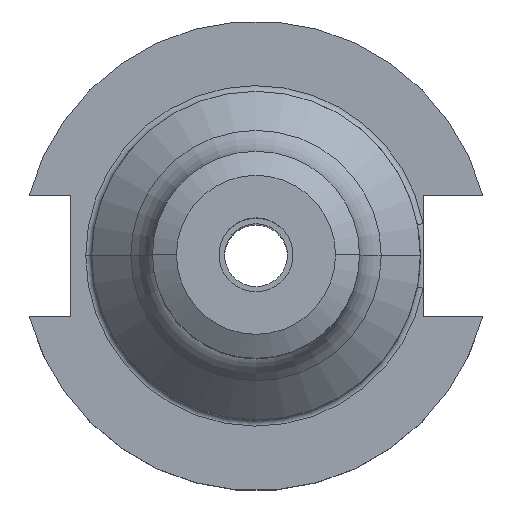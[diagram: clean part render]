
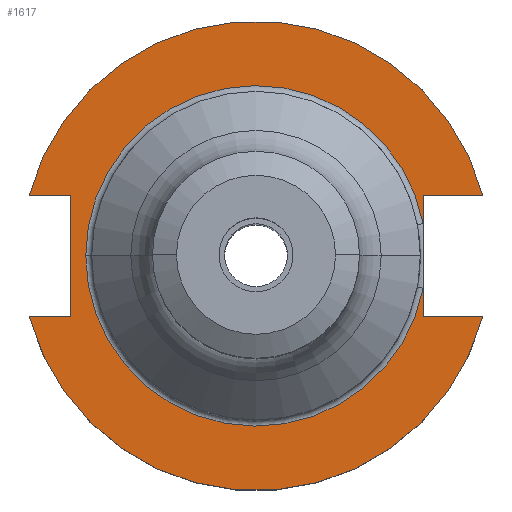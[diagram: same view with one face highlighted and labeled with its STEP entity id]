
A CAD part, top view. The second image highlights one B-rep face of the part: STEP entity #1617.
In plain terms, the highlighted planar face has unit normal (0, 0, 1).
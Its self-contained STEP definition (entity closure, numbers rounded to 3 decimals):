
#63 = CIRCLE ( 'NONE', #749, 23.025 ) ;
#85 = EDGE_LOOP ( 'NONE', ( #1347, #1786, #344, #238, #1629, #1781, #568, #130, #1699, #1081, #295 ) ) ;
#91 = CIRCLE ( 'NONE', #146, 31.75 ) ;
#92 = DIRECTION ( 'NONE',  ( 1., 0., 0. ) ) ;
#124 = CARTESIAN_POINT ( 'NONE',  ( -25.091, 8.191, 19.05 ) ) ;
#130 = ORIENTED_EDGE ( 'NONE', *, *, #636, .T. ) ;
#146 = AXIS2_PLACEMENT_3D ( 'NONE', #1757, #944, #498 ) ;
#150 = DIRECTION ( 'NONE',  ( 0., 1., 0. ) ) ;
#151 = VECTOR ( 'NONE', #838, 1000. ) ;
#193 = CARTESIAN_POINT ( 'NONE',  ( -61.091, 8.191, 19.05 ) ) ;
#198 = DIRECTION ( 'NONE',  ( -1., 0., 0. ) ) ;
#238 = ORIENTED_EDGE ( 'NONE', *, *, #1230, .T. ) ;
#244 = AXIS2_PLACEMENT_3D ( 'NONE', #257, #896, #92 ) ;
#249 = CARTESIAN_POINT ( 'NONE',  ( 0., 22.225, 19.05 ) ) ;
#257 = CARTESIAN_POINT ( 'NONE',  ( 0., 0., 19.05 ) ) ;
#263 = CARTESIAN_POINT ( 'NONE',  ( 22.606, -4.373, 19.05 ) ) ;
#274 = EDGE_CURVE ( 'NONE', #1211, #1466, #2043, .T. ) ;
#275 = CARTESIAN_POINT ( 'NONE',  ( 30.675, 8.191, 19.05 ) ) ;
#286 = LINE ( 'NONE', #793, #1637 ) ;
#295 = ORIENTED_EDGE ( 'NONE', *, *, #676, .F. ) ;
#303 = DIRECTION ( 'NONE',  ( 0., -1., 0. ) ) ;
#344 = ORIENTED_EDGE ( 'NONE', *, *, #1893, .T. ) ;
#359 = CARTESIAN_POINT ( 'NONE',  ( 22.606, 8.191, 19.05 ) ) ;
#413 = CIRCLE ( 'NONE', #2041, 23.025 ) ;
#415 = CARTESIAN_POINT ( 'NONE',  ( -25.091, -8.191, 19.05 ) ) ;
#433 = LINE ( 'NONE', #645, #2081 ) ;
#451 = CARTESIAN_POINT ( 'NONE',  ( 30.675, -8.191, 19.05 ) ) ;
#459 = EDGE_CURVE ( 'NONE', #1244, #1858, #1895, .T. ) ;
#498 = DIRECTION ( 'NONE',  ( 1., 0., 0. ) ) ;
#550 = VERTEX_POINT ( 'NONE', #275 ) ;
#557 = EDGE_CURVE ( 'NONE', #1419, #1518, #413, .T. ) ;
#558 = CARTESIAN_POINT ( 'NONE',  ( -23.025, 0., 19.05 ) ) ;
#568 = ORIENTED_EDGE ( 'NONE', *, *, #274, .T. ) ;
#636 = EDGE_CURVE ( 'NONE', #1466, #1361, #1399, .T. ) ;
#645 = CARTESIAN_POINT ( 'NONE',  ( 22.606, 22.225, 19.05 ) ) ;
#676 = EDGE_CURVE ( 'NONE', #1927, #1858, #286, .T. ) ;
#698 = VERTEX_POINT ( 'NONE', #1589 ) ;
#746 = CARTESIAN_POINT ( 'NONE',  ( 0., 0., 19.05 ) ) ;
#749 = AXIS2_PLACEMENT_3D ( 'NONE', #972, #831, #198 ) ;
#793 = CARTESIAN_POINT ( 'NONE',  ( 0., -8.191, 19.05 ) ) ;
#815 = CARTESIAN_POINT ( 'NONE',  ( -30.675, -8.191, 19.05 ) ) ;
#818 = LINE ( 'NONE', #2022, #939 ) ;
#831 = DIRECTION ( 'NONE',  ( 0., 0., -1. ) ) ;
#838 = DIRECTION ( 'NONE',  ( 1., 0., 0. ) ) ;
#896 = DIRECTION ( 'NONE',  ( 0., 0., 1. ) ) ;
#904 = DIRECTION ( 'NONE',  ( 0., 0., -1. ) ) ;
#910 = LINE ( 'NONE', #1941, #1391 ) ;
#939 = VECTOR ( 'NONE', #1048, 1000. ) ;
#944 = DIRECTION ( 'NONE',  ( 0., 0., 1. ) ) ;
#972 = CARTESIAN_POINT ( 'NONE',  ( 0., 0., 19.05 ) ) ;
#1041 = PLANE ( 'NONE',  #1512 ) ;
#1048 = DIRECTION ( 'NONE',  ( -1., 0., 0. ) ) ;
#1081 = ORIENTED_EDGE ( 'NONE', *, *, #459, .T. ) ;
#1096 = DIRECTION ( 'NONE',  ( 1., 0., 0. ) ) ;
#1102 = LINE ( 'NONE', #1447, #1807 ) ;
#1211 = VERTEX_POINT ( 'NONE', #1477 ) ;
#1226 = DIRECTION ( 'NONE',  ( 0., 0., -1. ) ) ;
#1230 = EDGE_CURVE ( 'NONE', #698, #1888, #1102, .T. ) ;
#1244 = VERTEX_POINT ( 'NONE', #815 ) ;
#1246 = DIRECTION ( 'NONE',  ( -1., 0., 0. ) ) ;
#1255 = CARTESIAN_POINT ( 'NONE',  ( -25.091, 8.191, 19.05 ) ) ;
#1297 = FACE_OUTER_BOUND ( 'NONE', #85, .T. ) ;
#1347 = ORIENTED_EDGE ( 'NONE', *, *, #1712, .T. ) ;
#1361 = VERTEX_POINT ( 'NONE', #415 ) ;
#1391 = VECTOR ( 'NONE', #1096, 1000. ) ;
#1399 = LINE ( 'NONE', #1255, #1899 ) ;
#1419 = VERTEX_POINT ( 'NONE', #263 ) ;
#1447 = CARTESIAN_POINT ( 'NONE',  ( 22.606, 22.225, 19.05 ) ) ;
#1466 = VERTEX_POINT ( 'NONE', #124 ) ;
#1472 = CARTESIAN_POINT ( 'NONE',  ( 22.606, -8.191, 19.05 ) ) ;
#1477 = CARTESIAN_POINT ( 'NONE',  ( -30.675, 8.191, 19.05 ) ) ;
#1512 = AXIS2_PLACEMENT_3D ( 'NONE', #249, #1226, #1553 ) ;
#1518 = VERTEX_POINT ( 'NONE', #558 ) ;
#1553 = DIRECTION ( 'NONE',  ( -1., 0., 0. ) ) ;
#1589 = CARTESIAN_POINT ( 'NONE',  ( 22.606, 4.373, 19.05 ) ) ;
#1596 = DIRECTION ( 'NONE',  ( 1., 0., 0. ) ) ;
#1617 = ADVANCED_FACE ( 'NONE', ( #1297 ), #1041, .F. ) ;
#1629 = ORIENTED_EDGE ( 'NONE', *, *, #2073, .F. ) ;
#1637 = VECTOR ( 'NONE', #1596, 1000. ) ;
#1699 = ORIENTED_EDGE ( 'NONE', *, *, #1730, .F. ) ;
#1702 = EDGE_CURVE ( 'NONE', #550, #1211, #91, .T. ) ;
#1712 = EDGE_CURVE ( 'NONE', #1927, #1419, #433, .T. ) ;
#1730 = EDGE_CURVE ( 'NONE', #1244, #1361, #910, .T. ) ;
#1757 = CARTESIAN_POINT ( 'NONE',  ( 0., 0., 19.05 ) ) ;
#1781 = ORIENTED_EDGE ( 'NONE', *, *, #1702, .T. ) ;
#1786 = ORIENTED_EDGE ( 'NONE', *, *, #557, .T. ) ;
#1807 = VECTOR ( 'NONE', #1950, 1000. ) ;
#1858 = VERTEX_POINT ( 'NONE', #451 ) ;
#1888 = VERTEX_POINT ( 'NONE', #359 ) ;
#1893 = EDGE_CURVE ( 'NONE', #1518, #698, #63, .T. ) ;
#1895 = CIRCLE ( 'NONE', #244, 31.75 ) ;
#1899 = VECTOR ( 'NONE', #303, 1000. ) ;
#1927 = VERTEX_POINT ( 'NONE', #1472 ) ;
#1941 = CARTESIAN_POINT ( 'NONE',  ( -61.091, -8.191, 19.05 ) ) ;
#1950 = DIRECTION ( 'NONE',  ( 0., 1., 0. ) ) ;
#2022 = CARTESIAN_POINT ( 'NONE',  ( 0., 8.191, 19.05 ) ) ;
#2041 = AXIS2_PLACEMENT_3D ( 'NONE', #746, #904, #1246 ) ;
#2043 = LINE ( 'NONE', #193, #151 ) ;
#2073 = EDGE_CURVE ( 'NONE', #550, #1888, #818, .T. ) ;
#2081 = VECTOR ( 'NONE', #150, 1000. ) ;
